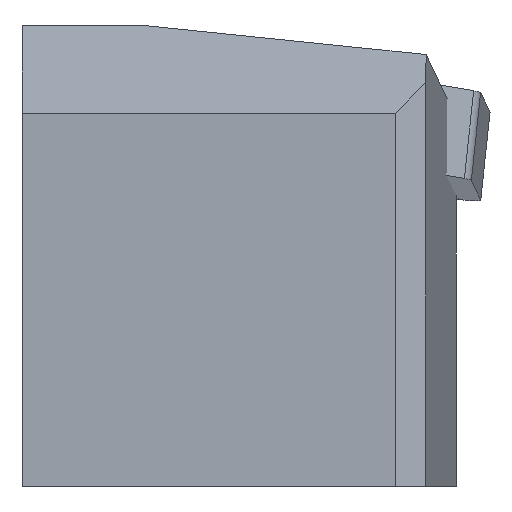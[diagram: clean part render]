
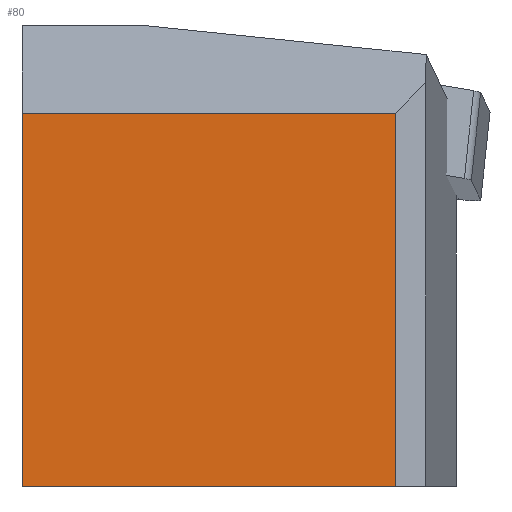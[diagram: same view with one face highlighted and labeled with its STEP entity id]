
A CAD part, front view. The second image highlights one B-rep face of the part: STEP entity #80.
In plain terms, the highlighted planar face has unit normal (0, -1, 0).
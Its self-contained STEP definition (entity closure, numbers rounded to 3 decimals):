
#80=ADVANCED_FACE('',(#121),#103,.T.);
#103=PLANE('',#460);
#121=FACE_OUTER_BOUND('',#141,.T.);
#141=EDGE_LOOP('',(#196,#197,#198,#199));
#196=ORIENTED_EDGE('',*,*,#330,.T.);
#197=ORIENTED_EDGE('',*,*,#332,.F.);
#198=ORIENTED_EDGE('',*,*,#333,.F.);
#199=ORIENTED_EDGE('',*,*,#320,.T.);
#282=VERTEX_POINT('',#627);
#283=VERTEX_POINT('',#629);
#287=VERTEX_POINT('',#646);
#288=VERTEX_POINT('',#651);
#320=EDGE_CURVE('',#283,#282,#375,.T.);
#330=EDGE_CURVE('',#282,#287,#385,.T.);
#332=EDGE_CURVE('',#288,#287,#387,.T.);
#333=EDGE_CURVE('',#283,#288,#388,.T.);
#375=LINE('',#628,#420);
#385=LINE('',#647,#430);
#387=LINE('',#650,#432);
#388=LINE('',#652,#433);
#420=VECTOR('',#505,1.);
#430=VECTOR('',#523,1.);
#432=VECTOR('',#527,1.);
#433=VECTOR('',#528,1.);
#460=AXIS2_PLACEMENT_3D('',#653,#529,#530);
#505=DIRECTION('',(0.,0.,-1.));
#523=DIRECTION('',(1.,0.,0.));
#527=DIRECTION('',(0.,0.,-1.));
#528=DIRECTION('',(1.,0.,0.));
#529=DIRECTION('',(0.,-1.,0.));
#530=DIRECTION('',(0.,0.,-1.));
#627=CARTESIAN_POINT('',(-25.172,-126.827,-19.878));
#628=CARTESIAN_POINT('',(-25.172,-126.827,0.122));
#629=CARTESIAN_POINT('',(-25.172,-126.827,0.122));
#646=CARTESIAN_POINT('',(-5.172,-126.827,-19.878));
#647=CARTESIAN_POINT('',(-25.172,-126.827,-19.878));
#650=CARTESIAN_POINT('',(-5.172,-126.827,0.122));
#651=CARTESIAN_POINT('',(-5.172,-126.827,0.122));
#652=CARTESIAN_POINT('',(-25.172,-126.827,0.122));
#653=CARTESIAN_POINT('',(-25.172,-126.827,0.122));
